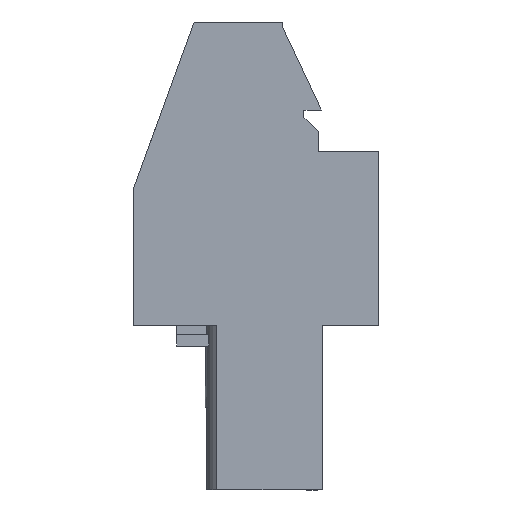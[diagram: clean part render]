
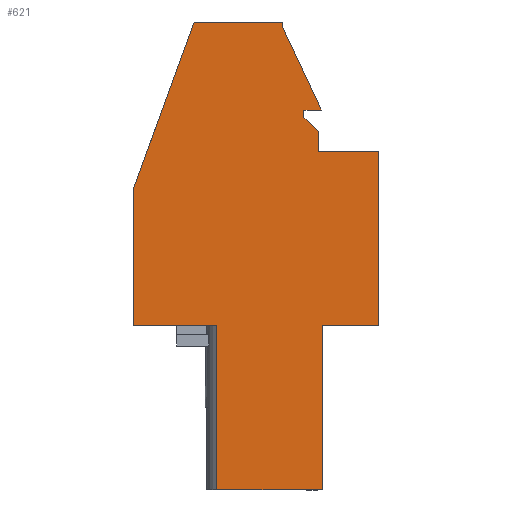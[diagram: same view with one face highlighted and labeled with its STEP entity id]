
A CAD part, left-side view. The second image highlights one B-rep face of the part: STEP entity #621.
In plain terms, the highlighted planar face has unit normal (-1, 0, 0).
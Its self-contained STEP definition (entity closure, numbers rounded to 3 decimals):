
#505=AXIS2_PLACEMENT_3D('Plane Axis2P3D',#502,#503,#504) ;
#49=CARTESIAN_POINT('Vertex',(0.,2.711,7.95)) ;
#52=CARTESIAN_POINT('Line Origine',(0.,2.711,3.975)) ;
#56=CARTESIAN_POINT('Vertex',(0.,2.711,0.)) ;
#107=CARTESIAN_POINT('Line Origine',(0.,1.356,7.95)) ;
#111=CARTESIAN_POINT('Vertex',(0.,0.,7.95)) ;
#502=CARTESIAN_POINT('Axis2P3D Location',(0.,12.132,0.)) ;
#507=CARTESIAN_POINT('Line Origine',(0.,5.261,0.)) ;
#511=CARTESIAN_POINT('Vertex',(0.,7.811,0.)) ;
#514=CARTESIAN_POINT('Line Origine',(0.,0.,12.15)) ;
#518=CARTESIAN_POINT('Vertex',(0.,0.,16.35)) ;
#521=CARTESIAN_POINT('Line Origine',(0.,1.45,16.35)) ;
#525=CARTESIAN_POINT('Vertex',(0.,2.9,16.35)) ;
#528=CARTESIAN_POINT('Line Origine',(0.,2.9,16.825)) ;
#532=CARTESIAN_POINT('Vertex',(0.,2.9,17.3)) ;
#535=CARTESIAN_POINT('Line Origine',(0.,3.25,17.65)) ;
#539=CARTESIAN_POINT('Vertex',(0.,3.6,18.)) ;
#542=CARTESIAN_POINT('Line Origine',(0.,3.6,18.175)) ;
#546=CARTESIAN_POINT('Vertex',(0.,3.6,18.35)) ;
#549=CARTESIAN_POINT('Line Origine',(0.,3.18,18.35)) ;
#553=CARTESIAN_POINT('Vertex',(0.,2.76,18.35)) ;
#556=CARTESIAN_POINT('Line Origine',(0.,3.704,20.375)) ;
#560=CARTESIAN_POINT('Vertex',(0.,4.649,22.4)) ;
#563=CARTESIAN_POINT('Line Origine',(0.,4.649,22.5)) ;
#567=CARTESIAN_POINT('Vertex',(0.,4.649,22.6)) ;
#570=CARTESIAN_POINT('Line Origine',(0.,6.778,22.6)) ;
#574=CARTESIAN_POINT('Vertex',(0.,8.908,22.6)) ;
#577=CARTESIAN_POINT('Line Origine',(0.,10.369,18.586)) ;
#581=CARTESIAN_POINT('Vertex',(0.,11.83,14.572)) ;
#584=CARTESIAN_POINT('Line Origine',(0.,11.83,11.261)) ;
#588=CARTESIAN_POINT('Vertex',(0.,11.83,7.95)) ;
#591=CARTESIAN_POINT('Line Origine',(0.,9.821,7.95)) ;
#595=CARTESIAN_POINT('Vertex',(0.,7.811,7.95)) ;
#598=CARTESIAN_POINT('Line Origine',(0.,7.811,3.975)) ;
#53=DIRECTION('Vector Direction',(0.,0.,1.)) ;
#108=DIRECTION('Vector Direction',(0.,1.,0.)) ;
#503=DIRECTION('Axis2P3D Direction',(-1.,0.,0.)) ;
#504=DIRECTION('Axis2P3D XDirection',(0.,-1.,0.)) ;
#508=DIRECTION('Vector Direction',(0.,1.,0.)) ;
#515=DIRECTION('Vector Direction',(0.,0.,1.)) ;
#522=DIRECTION('Vector Direction',(0.,1.,0.)) ;
#529=DIRECTION('Vector Direction',(0.,0.,1.)) ;
#536=DIRECTION('Vector Direction',(0.,0.707,0.707)) ;
#543=DIRECTION('Vector Direction',(0.,0.,1.)) ;
#550=DIRECTION('Vector Direction',(0.,-1.,0.)) ;
#557=DIRECTION('Vector Direction',(0.,0.423,0.906)) ;
#564=DIRECTION('Vector Direction',(0.,0.,1.)) ;
#571=DIRECTION('Vector Direction',(0.,1.,0.)) ;
#578=DIRECTION('Vector Direction',(0.,0.342,-0.94)) ;
#585=DIRECTION('Vector Direction',(0.,0.,1.)) ;
#592=DIRECTION('Vector Direction',(0.,-1.,0.)) ;
#599=DIRECTION('Vector Direction',(0.,0.,-1.)) ;
#54=VECTOR('Line Direction',#53,1.) ;
#109=VECTOR('Line Direction',#108,1.) ;
#509=VECTOR('Line Direction',#508,1.) ;
#516=VECTOR('Line Direction',#515,1.) ;
#523=VECTOR('Line Direction',#522,1.) ;
#530=VECTOR('Line Direction',#529,1.) ;
#537=VECTOR('Line Direction',#536,1.) ;
#544=VECTOR('Line Direction',#543,1.) ;
#551=VECTOR('Line Direction',#550,1.) ;
#558=VECTOR('Line Direction',#557,1.) ;
#565=VECTOR('Line Direction',#564,1.) ;
#572=VECTOR('Line Direction',#571,1.) ;
#579=VECTOR('Line Direction',#578,1.) ;
#586=VECTOR('Line Direction',#585,1.) ;
#593=VECTOR('Line Direction',#592,1.) ;
#600=VECTOR('Line Direction',#599,1.) ;
#604=ORIENTED_EDGE('',*,*,#513,.T.) ;
#605=ORIENTED_EDGE('',*,*,#58,.T.) ;
#606=ORIENTED_EDGE('',*,*,#113,.T.) ;
#607=ORIENTED_EDGE('',*,*,#520,.T.) ;
#608=ORIENTED_EDGE('',*,*,#527,.T.) ;
#609=ORIENTED_EDGE('',*,*,#534,.T.) ;
#610=ORIENTED_EDGE('',*,*,#541,.T.) ;
#611=ORIENTED_EDGE('',*,*,#548,.T.) ;
#612=ORIENTED_EDGE('',*,*,#555,.T.) ;
#613=ORIENTED_EDGE('',*,*,#562,.T.) ;
#614=ORIENTED_EDGE('',*,*,#569,.T.) ;
#615=ORIENTED_EDGE('',*,*,#576,.T.) ;
#616=ORIENTED_EDGE('',*,*,#583,.T.) ;
#617=ORIENTED_EDGE('',*,*,#590,.T.) ;
#618=ORIENTED_EDGE('',*,*,#597,.F.) ;
#619=ORIENTED_EDGE('',*,*,#602,.T.) ;
#621=ADVANCED_FACE('HOUSING',(#620),#506,.T.) ;
#58=EDGE_CURVE('',#57,#50,#55,.T.) ;
#113=EDGE_CURVE('',#50,#112,#110,.F.) ;
#513=EDGE_CURVE('',#512,#57,#510,.F.) ;
#520=EDGE_CURVE('',#112,#519,#517,.T.) ;
#527=EDGE_CURVE('',#519,#526,#524,.T.) ;
#534=EDGE_CURVE('',#526,#533,#531,.T.) ;
#541=EDGE_CURVE('',#533,#540,#538,.T.) ;
#548=EDGE_CURVE('',#540,#547,#545,.T.) ;
#555=EDGE_CURVE('',#547,#554,#552,.T.) ;
#562=EDGE_CURVE('',#554,#561,#559,.T.) ;
#569=EDGE_CURVE('',#561,#568,#566,.T.) ;
#576=EDGE_CURVE('',#568,#575,#573,.T.) ;
#583=EDGE_CURVE('',#575,#582,#580,.T.) ;
#590=EDGE_CURVE('',#582,#589,#587,.F.) ;
#597=EDGE_CURVE('',#596,#589,#594,.F.) ;
#602=EDGE_CURVE('',#596,#512,#601,.T.) ;
#603=EDGE_LOOP('',(#604,#605,#606,#607,#608,#609,#610,#611,#612,#613,#614,#615,#616,#617,#618,#619)) ;
#620=FACE_OUTER_BOUND('',#603,.T.) ;
#55=LINE('Line',#52,#54) ;
#110=LINE('Line',#107,#109) ;
#510=LINE('Line',#507,#509) ;
#517=LINE('Line',#514,#516) ;
#524=LINE('Line',#521,#523) ;
#531=LINE('Line',#528,#530) ;
#538=LINE('Line',#535,#537) ;
#545=LINE('Line',#542,#544) ;
#552=LINE('Line',#549,#551) ;
#559=LINE('Line',#556,#558) ;
#566=LINE('Line',#563,#565) ;
#573=LINE('Line',#570,#572) ;
#580=LINE('Line',#577,#579) ;
#587=LINE('Line',#584,#586) ;
#594=LINE('Line',#591,#593) ;
#601=LINE('Line',#598,#600) ;
#506=PLANE('',#505) ;
#50=VERTEX_POINT('',#49) ;
#57=VERTEX_POINT('',#56) ;
#112=VERTEX_POINT('',#111) ;
#512=VERTEX_POINT('',#511) ;
#519=VERTEX_POINT('',#518) ;
#526=VERTEX_POINT('',#525) ;
#533=VERTEX_POINT('',#532) ;
#540=VERTEX_POINT('',#539) ;
#547=VERTEX_POINT('',#546) ;
#554=VERTEX_POINT('',#553) ;
#561=VERTEX_POINT('',#560) ;
#568=VERTEX_POINT('',#567) ;
#575=VERTEX_POINT('',#574) ;
#582=VERTEX_POINT('',#581) ;
#589=VERTEX_POINT('',#588) ;
#596=VERTEX_POINT('',#595) ;
